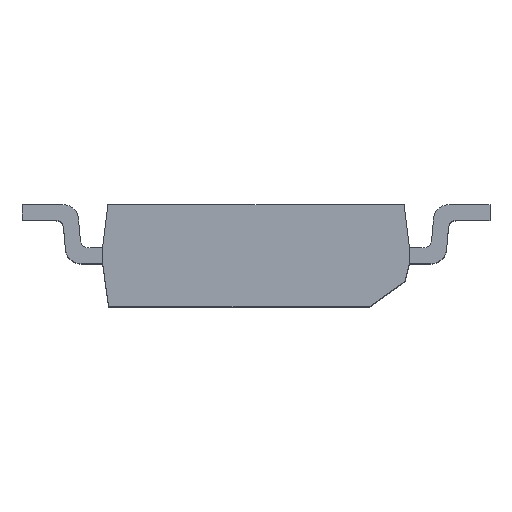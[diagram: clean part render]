
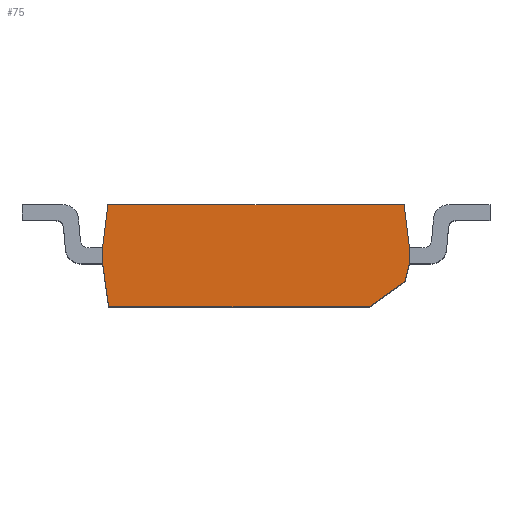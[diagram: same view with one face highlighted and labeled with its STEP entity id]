
A CAD part, top view. The second image highlights one B-rep face of the part: STEP entity #75.
In plain terms, the highlighted planar face has unit normal (0, 0, 1).
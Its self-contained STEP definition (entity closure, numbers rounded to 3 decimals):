
#75=ADVANCED_FACE('',(#3193),#3195,.T.);
#3193=FACE_BOUND('',#3194,.T.);
#3194=EDGE_LOOP('',(#5657,#5658,#5659,#5660,#5661,#5662,#5663,#5664,#5665,#5666,
#5667,#5668,#5669));
#3195=PLANE('',#3196);
#3196=AXIS2_PLACEMENT_3D('',#3197,#3198,#3199);
#3197=CARTESIAN_POINT('',(0.,0.,4.91));
#3198=DIRECTION('',(0.,0.,1.));
#3199=DIRECTION('',(0.,-1.,0.));
#5657=ORIENTED_EDGE('',*,*,#7952,.T.);
#5658=ORIENTED_EDGE('',*,*,#7953,.F.);
#5659=ORIENTED_EDGE('',*,*,#7954,.F.);
#5660=ORIENTED_EDGE('',*,*,#7955,.F.);
#5661=ORIENTED_EDGE('',*,*,#7956,.T.);
#5662=ORIENTED_EDGE('',*,*,#7771,.T.);
#5663=ORIENTED_EDGE('',*,*,#7950,.T.);
#5664=ORIENTED_EDGE('',*,*,#7957,.T.);
#5665=ORIENTED_EDGE('',*,*,#7958,.F.);
#5666=ORIENTED_EDGE('',*,*,#7959,.F.);
#5667=ORIENTED_EDGE('',*,*,#7960,.F.);
#5668=ORIENTED_EDGE('',*,*,#7961,.T.);
#5669=ORIENTED_EDGE('',*,*,#7962,.T.);
#7771=EDGE_CURVE('',#8743,#8741,#8744,.T.);
#7950=EDGE_CURVE('',#8741,#9099,#9101,.T.);
#7952=EDGE_CURVE('',#9103,#9104,#9105,.T.);
#7953=EDGE_CURVE('',#9106,#9104,#9107,.T.);
#7954=EDGE_CURVE('',#9108,#9106,#9109,.T.);
#7955=EDGE_CURVE('',#9110,#9108,#9111,.T.);
#7956=EDGE_CURVE('',#9110,#8743,#9112,.T.);
#7957=EDGE_CURVE('',#9099,#9113,#9114,.T.);
#7958=EDGE_CURVE('',#9115,#9113,#9116,.T.);
#7959=EDGE_CURVE('',#9117,#9115,#9118,.T.);
#7960=EDGE_CURVE('',#9119,#9117,#9120,.T.);
#7961=EDGE_CURVE('',#9119,#9121,#9122,.T.);
#7962=EDGE_CURVE('',#9121,#9103,#9123,.T.);
#8741=VERTEX_POINT('',#10359);
#8743=VERTEX_POINT('',#10363);
#8744=LINE('',#10364,#10365);
#9099=VERTEX_POINT('',#11095);
#9101=LINE('',#11099,#11100);
#9103=VERTEX_POINT('',#11105);
#9104=VERTEX_POINT('',#11106);
#9105=LINE('',#11107,#11108);
#9106=VERTEX_POINT('',#11110);
#9107=LINE('',#11111,#11112);
#9108=VERTEX_POINT('',#11114);
#9109=LINE('',#11115,#11116);
#9110=VERTEX_POINT('',#11118);
#9111=LINE('',#11119,#11120);
#9112=LINE('',#11122,#11123);
#9113=VERTEX_POINT('',#11125);
#9114=LINE('',#11126,#11127);
#9115=VERTEX_POINT('',#11129);
#9116=LINE('',#11130,#11131);
#9117=VERTEX_POINT('',#11133);
#9118=LINE('',#11134,#11135);
#9119=VERTEX_POINT('',#11137);
#9120=LINE('',#11138,#11139);
#9121=VERTEX_POINT('',#11141);
#9122=LINE('',#11142,#11143);
#9123=LINE('',#11145,#11146);
#10359=CARTESIAN_POINT('',(1.441,-0.65,4.91));
#10363=CARTESIAN_POINT('',(-1.873,-0.65,4.91));
#10364=CARTESIAN_POINT('',(-1.873,-0.65,4.91));
#10365=VECTOR('',#10366,1.);
#10366=DIRECTION('',(1.,0.,0.));
#11095=CARTESIAN_POINT('',(1.891,-0.33,4.91));
#11099=CARTESIAN_POINT('',(1.441,-0.65,4.91));
#11100=VECTOR('',#11101,1.);
#11101=DIRECTION('',(0.815,0.58,0.));
#11105=CARTESIAN_POINT('',(-1.882,0.65,4.91));
#11106=CARTESIAN_POINT('',(-1.95,0.1,4.91));
#11107=CARTESIAN_POINT('',(-1.882,0.65,4.91));
#11108=VECTOR('',#11109,1.);
#11109=DIRECTION('',(-0.122,-0.993,0.));
#11110=CARTESIAN_POINT('',(-1.951,0.1,4.91));
#11111=CARTESIAN_POINT('',(-1.951,0.1,4.91));
#11112=VECTOR('',#11113,1.);
#11113=DIRECTION('',(1.,0.,0.));
#11114=CARTESIAN_POINT('',(-1.951,-0.1,4.91));
#11115=CARTESIAN_POINT('',(-1.951,-0.1,4.91));
#11116=VECTOR('',#11117,1.);
#11117=DIRECTION('',(0.,1.,0.));
#11118=CARTESIAN_POINT('',(-1.95,-0.1,4.91));
#11119=CARTESIAN_POINT('',(-1.95,-0.1,4.91));
#11120=VECTOR('',#11121,1.);
#11121=DIRECTION('',(-1.,0.,0.));
#11122=CARTESIAN_POINT('',(-1.95,-0.1,4.91));
#11123=VECTOR('',#11124,1.);
#11124=DIRECTION('',(0.139,-0.99,0.));
#11125=CARTESIAN_POINT('',(1.95,-0.1,4.91));
#11126=CARTESIAN_POINT('',(1.891,-0.33,4.91));
#11127=VECTOR('',#11128,1.);
#11128=DIRECTION('',(0.249,0.968,0.));
#11129=CARTESIAN_POINT('',(1.951,-0.1,4.91));
#11130=CARTESIAN_POINT('',(1.951,-0.1,4.91));
#11131=VECTOR('',#11132,1.);
#11132=DIRECTION('',(-1.,0.,0.));
#11133=CARTESIAN_POINT('',(1.951,0.1,4.91));
#11134=CARTESIAN_POINT('',(1.951,0.1,4.91));
#11135=VECTOR('',#11136,1.);
#11136=DIRECTION('',(0.,-1.,0.));
#11137=CARTESIAN_POINT('',(1.95,0.1,4.91));
#11138=CARTESIAN_POINT('',(1.95,0.1,4.91));
#11139=VECTOR('',#11140,1.);
#11140=DIRECTION('',(1.,0.,0.));
#11141=CARTESIAN_POINT('',(1.882,0.65,4.91));
#11142=CARTESIAN_POINT('',(1.95,0.1,4.91));
#11143=VECTOR('',#11144,1.);
#11144=DIRECTION('',(-0.122,0.993,0.));
#11145=CARTESIAN_POINT('',(1.882,0.65,4.91));
#11146=VECTOR('',#11147,1.);
#11147=DIRECTION('',(-1.,0.,0.));
